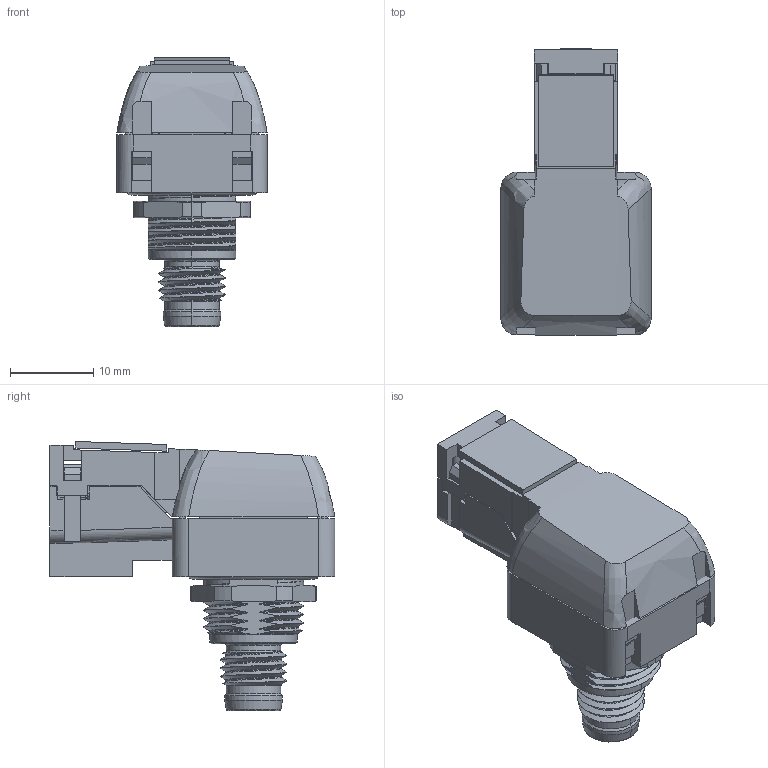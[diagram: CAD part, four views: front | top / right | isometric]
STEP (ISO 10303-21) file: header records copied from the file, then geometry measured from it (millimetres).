
FILE_DESCRIPTION(('CATIA V5 STEP Exchange','CAx-IF Rec.Pracs.--- Model Styling and Organization---1.4--- 2014-01-23'),'2;1');
FILE_NAME ('1343641-2_1_2814400000_2814400000.stp','2021-05-19T12:43:41+00:00',('none'),('Weidmueller'),'CATIA Version 5-6 Release 2016 SP3 HF44','CATIA V5 STEP AP214','none');
FILE_SCHEMA(('AUTOMOTIVE_DESIGN { 1 0 10303 214 1 1 1 1 }'));
Length unit declared in the file: millimetre
Products named in the file (1): 2814400000
Bounding box: 18 x 34.25 x 32.23 mm (x, y, z)
Volume: 6471.6 mm3; surface area: 7450 mm2
Topology: 13 solids, 18 shells, 1308 faces, 3604 edges, 2353 vertices
Faces by surface type: plane 727, cylinder 265, bspline 154, cone 75, torus 48, extrusion 39
Entity records: 49758 total; most frequent: CARTESIAN_POINT 19633, ORIENTED_EDGE 7208, DIRECTION 4609, EDGE_CURVE 3604, VERTEX_POINT 2353, VECTOR 2346, LINE 2307, AXIS2_PLACEMENT_3D 1381
